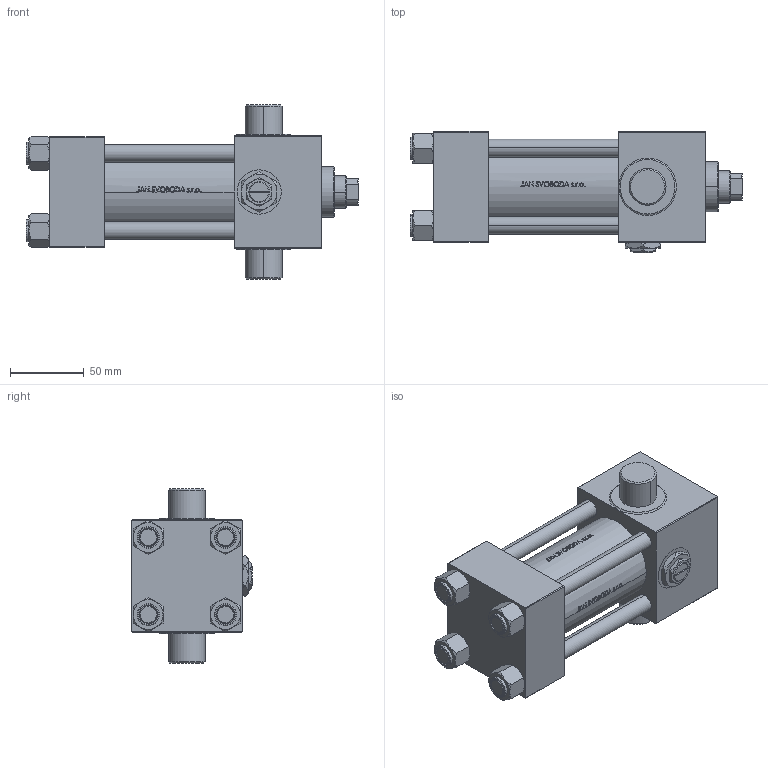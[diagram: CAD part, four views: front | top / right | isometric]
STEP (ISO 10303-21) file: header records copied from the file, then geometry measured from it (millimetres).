
FILE_DESCRIPTION (( 'STEP AP203' ), '1' );
FILE_NAME ('da24.STEP', '2022-04-16T04:04:38', ( '' ), ( '' ), 'SwSTEP 2.0', 'SolidWorks 2019', '' );
FILE_SCHEMA (( 'CONFIG_CONTROL_DESIGN' ));
Length unit declared in the file: millimetre
Products named in the file (7): NUT_M5_K 486384664399a619076bf51355ef1467; da24; V215_VC_A 486384664399a619076bf51355ef1467; Zatka_pro_OIL_PORT 486384664399a619076bf51355ef1467; V215CR_K_TYCINKA 486384664399a619076bf51355ef1467; V215CR_K_Body 486384664399a619076bf51355ef1467; V215CR_VCP_K 486384664399a619076bf51355ef1467
Assembly tree (12 placements, depth 2):
  da24
    V215CR_K_Body 486384664399a619076bf51355ef1467
    V215CR_VCP_K 486384664399a619076bf51355ef1467
    V215CR_K_TYCINKA 486384664399a619076bf51355ef1467  x4
    NUT_M5_K 486384664399a619076bf51355ef1467  x4
    V215_VC_A 486384664399a619076bf51355ef1467
    Zatka_pro_OIL_PORT 486384664399a619076bf51355ef1467
Bounding box: 225 x 82 x 118 mm (x, y, z)
Volume: 727472.3 mm3; surface area: 164285.8 mm2
Topology: 12 solids, 12 shells, 1127 faces, 2833 edges, 1819 vertices
Faces by surface type: plane 455, bspline 380, cone 152, cylinder 128, torus 12
Entity records: 48662 total; most frequent: CARTESIAN_POINT 26211, ORIENTED_EDGE 5158, DIRECTION 3185, EDGE_CURVE 2579, VERTEX_POINT 1675, VECTOR 1307, LINE 1307, EDGE_LOOP 1110
